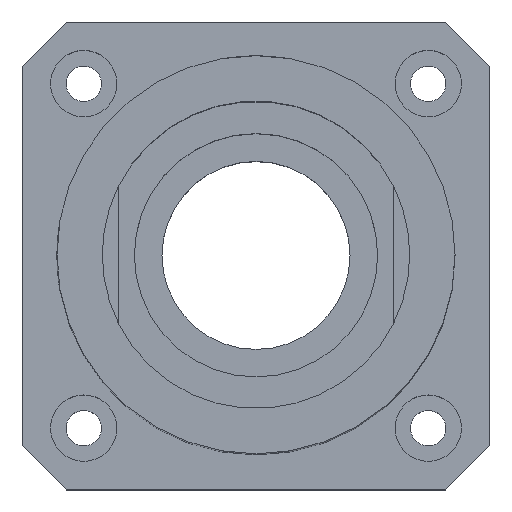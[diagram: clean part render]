
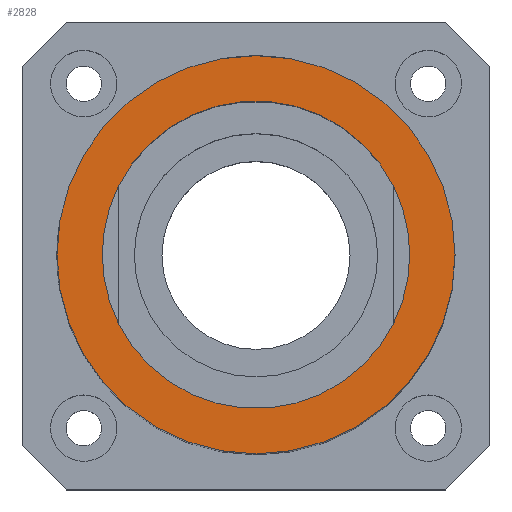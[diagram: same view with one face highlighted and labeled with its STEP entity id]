
A CAD part, top view. The second image highlights one B-rep face of the part: STEP entity #2828.
In plain terms, the highlighted planar face has unit normal (0, 0, 1).
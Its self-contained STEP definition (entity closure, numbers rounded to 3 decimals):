
#729 = CYLINDRICAL_SURFACE('',#730,18.);
#730 = AXIS2_PLACEMENT_3D('',#731,#732,#733);
#731 = CARTESIAN_POINT('',(0.,0.,70.));
#732 = DIRECTION('',(0.,0.,1.));
#733 = DIRECTION('',(1.,0.,0.));
#1702 = VERTEX_POINT('',#1703);
#1703 = CARTESIAN_POINT('',(18.,0.,70.));
#1724 = EDGE_CURVE('',#1702,#1702,#1725,.T.);
#1725 = SURFACE_CURVE('',#1726,(#1731,#1738),.PCURVE_S1.);
#1726 = CIRCLE('',#1727,18.);
#1727 = AXIS2_PLACEMENT_3D('',#1728,#1729,#1730);
#1728 = CARTESIAN_POINT('',(0.,0.,70.));
#1729 = DIRECTION('',(0.,0.,1.));
#1730 = DIRECTION('',(1.,0.,0.));
#1731 = PCURVE('',#729,#1732);
#1732 = DEFINITIONAL_REPRESENTATION('',(#1733),#1737);
#1733 = LINE('',#1734,#1735);
#1734 = CARTESIAN_POINT('',(0.,0.));
#1735 = VECTOR('',#1736,1.);
#1736 = DIRECTION('',(1.,0.));
#1737 = ( GEOMETRIC_REPRESENTATION_CONTEXT(2) 
PARAMETRIC_REPRESENTATION_CONTEXT() REPRESENTATION_CONTEXT('2D SPACE',''
  ) );
#1738 = PCURVE('',#1739,#1744);
#1739 = PLANE('',#1740);
#1740 = AXIS2_PLACEMENT_3D('',#1741,#1742,#1743);
#1741 = CARTESIAN_POINT('',(0.,0.,70.));
#1742 = DIRECTION('',(-0.,-0.,-1.));
#1743 = DIRECTION('',(-1.,0.,0.));
#1744 = DEFINITIONAL_REPRESENTATION('',(#1745),#1753);
#1745 = ( BOUNDED_CURVE() B_SPLINE_CURVE(2,(#1746,#1747,#1748,#1749,
#1750,#1751,#1752),.UNSPECIFIED.,.T.,.F.) B_SPLINE_CURVE_WITH_KNOTS((1,2
    ,2,2,2,1),(-2.094,0.,2.094,4.189,
6.283,8.378),.UNSPECIFIED.) CURVE() 
GEOMETRIC_REPRESENTATION_ITEM() RATIONAL_B_SPLINE_CURVE((1.,0.5,1.,0.5,
1.,0.5,1.)) REPRESENTATION_ITEM('') );
#1746 = CARTESIAN_POINT('',(-18.,0.));
#1747 = CARTESIAN_POINT('',(-18.,31.177));
#1748 = CARTESIAN_POINT('',(9.,15.588));
#1749 = CARTESIAN_POINT('',(36.,0.));
#1750 = CARTESIAN_POINT('',(9.,-15.588));
#1751 = CARTESIAN_POINT('',(-18.,-31.177));
#1752 = CARTESIAN_POINT('',(-18.,0.));
#1753 = ( GEOMETRIC_REPRESENTATION_CONTEXT(2) 
PARAMETRIC_REPRESENTATION_CONTEXT() REPRESENTATION_CONTEXT('2D SPACE',''
  ) );
#2828 = ADVANCED_FACE('',(#2829,#2832),#1739,.F.);
#2829 = FACE_BOUND('',#2830,.F.);
#2830 = EDGE_LOOP('',(#2831));
#2831 = ORIENTED_EDGE('',*,*,#1724,.F.);
#2832 = FACE_BOUND('',#2833,.F.);
#2833 = EDGE_LOOP('',(#2834,#2869,#2902,#2935,#2968));
#2834 = ORIENTED_EDGE('',*,*,#2835,.T.);
#2835 = EDGE_CURVE('',#2836,#2838,#2840,.T.);
#2836 = VERTEX_POINT('',#2837);
#2837 = CARTESIAN_POINT('',(13.9,0.,70.));
#2838 = VERTEX_POINT('',#2839);
#2839 = CARTESIAN_POINT('',(12.45,6.181,70.));
#2840 = SURFACE_CURVE('',#2841,(#2846,#2857),.PCURVE_S1.);
#2841 = CIRCLE('',#2842,13.9);
#2842 = AXIS2_PLACEMENT_3D('',#2843,#2844,#2845);
#2843 = CARTESIAN_POINT('',(0.,0.,70.));
#2844 = DIRECTION('',(0.,0.,1.));
#2845 = DIRECTION('',(1.,0.,0.));
#2846 = PCURVE('',#1739,#2847);
#2847 = DEFINITIONAL_REPRESENTATION('',(#2848),#2856);
#2848 = ( BOUNDED_CURVE() B_SPLINE_CURVE(2,(#2849,#2850,#2851,#2852,
#2853,#2854,#2855),.UNSPECIFIED.,.T.,.F.) B_SPLINE_CURVE_WITH_KNOTS((1,2
    ,2,2,2,1),(-2.094,0.,2.094,4.189,
6.283,8.378),.UNSPECIFIED.) CURVE() 
GEOMETRIC_REPRESENTATION_ITEM() RATIONAL_B_SPLINE_CURVE((1.,0.5,1.,0.5,
1.,0.5,1.)) REPRESENTATION_ITEM('') );
#2849 = CARTESIAN_POINT('',(-13.9,0.));
#2850 = CARTESIAN_POINT('',(-13.9,24.076));
#2851 = CARTESIAN_POINT('',(6.95,12.038));
#2852 = CARTESIAN_POINT('',(27.8,0.));
#2853 = CARTESIAN_POINT('',(6.95,-12.038));
#2854 = CARTESIAN_POINT('',(-13.9,-24.076));
#2855 = CARTESIAN_POINT('',(-13.9,0.));
#2856 = ( GEOMETRIC_REPRESENTATION_CONTEXT(2) 
PARAMETRIC_REPRESENTATION_CONTEXT() REPRESENTATION_CONTEXT('2D SPACE',''
  ) );
#2857 = PCURVE('',#2858,#2863);
#2858 = CYLINDRICAL_SURFACE('',#2859,13.9);
#2859 = AXIS2_PLACEMENT_3D('',#2860,#2861,#2862);
#2860 = CARTESIAN_POINT('',(0.,0.,70.));
#2861 = DIRECTION('',(0.,0.,1.));
#2862 = DIRECTION('',(1.,0.,0.));
#2863 = DEFINITIONAL_REPRESENTATION('',(#2864),#2868);
#2864 = LINE('',#2865,#2866);
#2865 = CARTESIAN_POINT('',(0.,0.));
#2866 = VECTOR('',#2867,1.);
#2867 = DIRECTION('',(1.,0.));
#2868 = ( GEOMETRIC_REPRESENTATION_CONTEXT(2) 
PARAMETRIC_REPRESENTATION_CONTEXT() REPRESENTATION_CONTEXT('2D SPACE',''
  ) );
#2869 = ORIENTED_EDGE('',*,*,#2870,.T.);
#2870 = EDGE_CURVE('',#2838,#2871,#2873,.T.);
#2871 = VERTEX_POINT('',#2872);
#2872 = CARTESIAN_POINT('',(-12.45,6.181,70.));
#2873 = SURFACE_CURVE('',#2874,(#2879,#2890),.PCURVE_S1.);
#2874 = CIRCLE('',#2875,13.9);
#2875 = AXIS2_PLACEMENT_3D('',#2876,#2877,#2878);
#2876 = CARTESIAN_POINT('',(0.,0.,70.));
#2877 = DIRECTION('',(0.,0.,1.));
#2878 = DIRECTION('',(1.,0.,0.));
#2879 = PCURVE('',#1739,#2880);
#2880 = DEFINITIONAL_REPRESENTATION('',(#2881),#2889);
#2881 = ( BOUNDED_CURVE() B_SPLINE_CURVE(2,(#2882,#2883,#2884,#2885,
#2886,#2887,#2888),.UNSPECIFIED.,.T.,.F.) B_SPLINE_CURVE_WITH_KNOTS((1,2
    ,2,2,2,1),(-2.094,0.,2.094,4.189,
6.283,8.378),.UNSPECIFIED.) CURVE() 
GEOMETRIC_REPRESENTATION_ITEM() RATIONAL_B_SPLINE_CURVE((1.,0.5,1.,0.5,
1.,0.5,1.)) REPRESENTATION_ITEM('') );
#2882 = CARTESIAN_POINT('',(-13.9,0.));
#2883 = CARTESIAN_POINT('',(-13.9,24.076));
#2884 = CARTESIAN_POINT('',(6.95,12.038));
#2885 = CARTESIAN_POINT('',(27.8,0.));
#2886 = CARTESIAN_POINT('',(6.95,-12.038));
#2887 = CARTESIAN_POINT('',(-13.9,-24.076));
#2888 = CARTESIAN_POINT('',(-13.9,0.));
#2889 = ( GEOMETRIC_REPRESENTATION_CONTEXT(2) 
PARAMETRIC_REPRESENTATION_CONTEXT() REPRESENTATION_CONTEXT('2D SPACE',''
  ) );
#2890 = PCURVE('',#2891,#2896);
#2891 = CYLINDRICAL_SURFACE('',#2892,13.9);
#2892 = AXIS2_PLACEMENT_3D('',#2893,#2894,#2895);
#2893 = CARTESIAN_POINT('',(0.,0.,70.));
#2894 = DIRECTION('',(0.,0.,1.));
#2895 = DIRECTION('',(1.,0.,0.));
#2896 = DEFINITIONAL_REPRESENTATION('',(#2897),#2901);
#2897 = LINE('',#2898,#2899);
#2898 = CARTESIAN_POINT('',(0.,0.));
#2899 = VECTOR('',#2900,1.);
#2900 = DIRECTION('',(1.,0.));
#2901 = ( GEOMETRIC_REPRESENTATION_CONTEXT(2) 
PARAMETRIC_REPRESENTATION_CONTEXT() REPRESENTATION_CONTEXT('2D SPACE',''
  ) );
#2902 = ORIENTED_EDGE('',*,*,#2903,.T.);
#2903 = EDGE_CURVE('',#2871,#2904,#2906,.T.);
#2904 = VERTEX_POINT('',#2905);
#2905 = CARTESIAN_POINT('',(-12.45,-6.181,70.));
#2906 = SURFACE_CURVE('',#2907,(#2912,#2923),.PCURVE_S1.);
#2907 = CIRCLE('',#2908,13.9);
#2908 = AXIS2_PLACEMENT_3D('',#2909,#2910,#2911);
#2909 = CARTESIAN_POINT('',(0.,0.,70.));
#2910 = DIRECTION('',(0.,0.,1.));
#2911 = DIRECTION('',(1.,0.,0.));
#2912 = PCURVE('',#1739,#2913);
#2913 = DEFINITIONAL_REPRESENTATION('',(#2914),#2922);
#2914 = ( BOUNDED_CURVE() B_SPLINE_CURVE(2,(#2915,#2916,#2917,#2918,
#2919,#2920,#2921),.UNSPECIFIED.,.T.,.F.) B_SPLINE_CURVE_WITH_KNOTS((1,2
    ,2,2,2,1),(-2.094,0.,2.094,4.189,
6.283,8.378),.UNSPECIFIED.) CURVE() 
GEOMETRIC_REPRESENTATION_ITEM() RATIONAL_B_SPLINE_CURVE((1.,0.5,1.,0.5,
1.,0.5,1.)) REPRESENTATION_ITEM('') );
#2915 = CARTESIAN_POINT('',(-13.9,0.));
#2916 = CARTESIAN_POINT('',(-13.9,24.076));
#2917 = CARTESIAN_POINT('',(6.95,12.038));
#2918 = CARTESIAN_POINT('',(27.8,0.));
#2919 = CARTESIAN_POINT('',(6.95,-12.038));
#2920 = CARTESIAN_POINT('',(-13.9,-24.076));
#2921 = CARTESIAN_POINT('',(-13.9,0.));
#2922 = ( GEOMETRIC_REPRESENTATION_CONTEXT(2) 
PARAMETRIC_REPRESENTATION_CONTEXT() REPRESENTATION_CONTEXT('2D SPACE',''
  ) );
#2923 = PCURVE('',#2924,#2929);
#2924 = CYLINDRICAL_SURFACE('',#2925,13.9);
#2925 = AXIS2_PLACEMENT_3D('',#2926,#2927,#2928);
#2926 = CARTESIAN_POINT('',(0.,0.,70.));
#2927 = DIRECTION('',(0.,0.,1.));
#2928 = DIRECTION('',(1.,0.,0.));
#2929 = DEFINITIONAL_REPRESENTATION('',(#2930),#2934);
#2930 = LINE('',#2931,#2932);
#2931 = CARTESIAN_POINT('',(0.,0.));
#2932 = VECTOR('',#2933,1.);
#2933 = DIRECTION('',(1.,0.));
#2934 = ( GEOMETRIC_REPRESENTATION_CONTEXT(2) 
PARAMETRIC_REPRESENTATION_CONTEXT() REPRESENTATION_CONTEXT('2D SPACE',''
  ) );
#2935 = ORIENTED_EDGE('',*,*,#2936,.T.);
#2936 = EDGE_CURVE('',#2904,#2937,#2939,.T.);
#2937 = VERTEX_POINT('',#2938);
#2938 = CARTESIAN_POINT('',(12.45,-6.181,70.));
#2939 = SURFACE_CURVE('',#2940,(#2945,#2956),.PCURVE_S1.);
#2940 = CIRCLE('',#2941,13.9);
#2941 = AXIS2_PLACEMENT_3D('',#2942,#2943,#2944);
#2942 = CARTESIAN_POINT('',(0.,0.,70.));
#2943 = DIRECTION('',(0.,0.,1.));
#2944 = DIRECTION('',(1.,0.,0.));
#2945 = PCURVE('',#1739,#2946);
#2946 = DEFINITIONAL_REPRESENTATION('',(#2947),#2955);
#2947 = ( BOUNDED_CURVE() B_SPLINE_CURVE(2,(#2948,#2949,#2950,#2951,
#2952,#2953,#2954),.UNSPECIFIED.,.T.,.F.) B_SPLINE_CURVE_WITH_KNOTS((1,2
    ,2,2,2,1),(-2.094,0.,2.094,4.189,
6.283,8.378),.UNSPECIFIED.) CURVE() 
GEOMETRIC_REPRESENTATION_ITEM() RATIONAL_B_SPLINE_CURVE((1.,0.5,1.,0.5,
1.,0.5,1.)) REPRESENTATION_ITEM('') );
#2948 = CARTESIAN_POINT('',(-13.9,0.));
#2949 = CARTESIAN_POINT('',(-13.9,24.076));
#2950 = CARTESIAN_POINT('',(6.95,12.038));
#2951 = CARTESIAN_POINT('',(27.8,0.));
#2952 = CARTESIAN_POINT('',(6.95,-12.038));
#2953 = CARTESIAN_POINT('',(-13.9,-24.076));
#2954 = CARTESIAN_POINT('',(-13.9,0.));
#2955 = ( GEOMETRIC_REPRESENTATION_CONTEXT(2) 
PARAMETRIC_REPRESENTATION_CONTEXT() REPRESENTATION_CONTEXT('2D SPACE',''
  ) );
#2956 = PCURVE('',#2957,#2962);
#2957 = CYLINDRICAL_SURFACE('',#2958,13.9);
#2958 = AXIS2_PLACEMENT_3D('',#2959,#2960,#2961);
#2959 = CARTESIAN_POINT('',(0.,0.,70.));
#2960 = DIRECTION('',(0.,0.,1.));
#2961 = DIRECTION('',(1.,0.,0.));
#2962 = DEFINITIONAL_REPRESENTATION('',(#2963),#2967);
#2963 = LINE('',#2964,#2965);
#2964 = CARTESIAN_POINT('',(0.,0.));
#2965 = VECTOR('',#2966,1.);
#2966 = DIRECTION('',(1.,0.));
#2967 = ( GEOMETRIC_REPRESENTATION_CONTEXT(2) 
PARAMETRIC_REPRESENTATION_CONTEXT() REPRESENTATION_CONTEXT('2D SPACE',''
  ) );
#2968 = ORIENTED_EDGE('',*,*,#2969,.T.);
#2969 = EDGE_CURVE('',#2937,#2836,#2970,.T.);
#2970 = SURFACE_CURVE('',#2971,(#2976,#2987),.PCURVE_S1.);
#2971 = CIRCLE('',#2972,13.9);
#2972 = AXIS2_PLACEMENT_3D('',#2973,#2974,#2975);
#2973 = CARTESIAN_POINT('',(0.,0.,70.));
#2974 = DIRECTION('',(0.,0.,1.));
#2975 = DIRECTION('',(1.,0.,0.));
#2976 = PCURVE('',#1739,#2977);
#2977 = DEFINITIONAL_REPRESENTATION('',(#2978),#2986);
#2978 = ( BOUNDED_CURVE() B_SPLINE_CURVE(2,(#2979,#2980,#2981,#2982,
#2983,#2984,#2985),.UNSPECIFIED.,.T.,.F.) B_SPLINE_CURVE_WITH_KNOTS((1,2
    ,2,2,2,1),(-2.094,0.,2.094,4.189,
6.283,8.378),.UNSPECIFIED.) CURVE() 
GEOMETRIC_REPRESENTATION_ITEM() RATIONAL_B_SPLINE_CURVE((1.,0.5,1.,0.5,
1.,0.5,1.)) REPRESENTATION_ITEM('') );
#2979 = CARTESIAN_POINT('',(-13.9,0.));
#2980 = CARTESIAN_POINT('',(-13.9,24.076));
#2981 = CARTESIAN_POINT('',(6.95,12.038));
#2982 = CARTESIAN_POINT('',(27.8,0.));
#2983 = CARTESIAN_POINT('',(6.95,-12.038));
#2984 = CARTESIAN_POINT('',(-13.9,-24.076));
#2985 = CARTESIAN_POINT('',(-13.9,0.));
#2986 = ( GEOMETRIC_REPRESENTATION_CONTEXT(2) 
PARAMETRIC_REPRESENTATION_CONTEXT() REPRESENTATION_CONTEXT('2D SPACE',''
  ) );
#2987 = PCURVE('',#2988,#2993);
#2988 = CYLINDRICAL_SURFACE('',#2989,13.9);
#2989 = AXIS2_PLACEMENT_3D('',#2990,#2991,#2992);
#2990 = CARTESIAN_POINT('',(0.,0.,70.));
#2991 = DIRECTION('',(0.,0.,1.));
#2992 = DIRECTION('',(1.,0.,0.));
#2993 = DEFINITIONAL_REPRESENTATION('',(#2994),#2998);
#2994 = LINE('',#2995,#2996);
#2995 = CARTESIAN_POINT('',(0.,0.));
#2996 = VECTOR('',#2997,1.);
#2997 = DIRECTION('',(1.,0.));
#2998 = ( GEOMETRIC_REPRESENTATION_CONTEXT(2) 
PARAMETRIC_REPRESENTATION_CONTEXT() REPRESENTATION_CONTEXT('2D SPACE',''
  ) );
